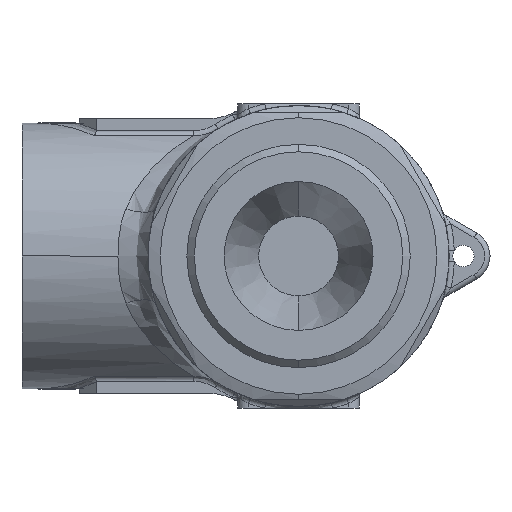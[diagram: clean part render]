
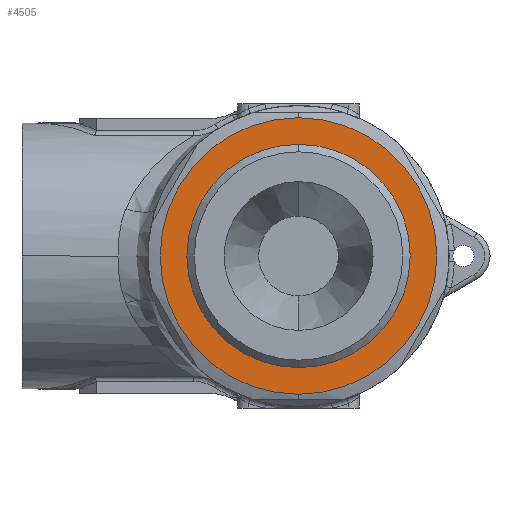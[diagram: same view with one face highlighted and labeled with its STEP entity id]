
A CAD part, front view. The second image highlights one B-rep face of the part: STEP entity #4505.
In plain terms, the highlighted planar face has unit normal (0, -1, 0).
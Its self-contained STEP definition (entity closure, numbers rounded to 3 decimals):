
#558 = EDGE_CURVE ( 'NONE', #38969, #11750, #14431, .T. ) ;
#904 = CIRCLE ( 'NONE', #28823, 10. ) ;
#3939 = AXIS2_PLACEMENT_3D ( 'NONE', #10160, #31950, #13294 ) ;
#4505 = ADVANCED_FACE ( 'NONE', ( #27724, #36028 ), #35587, .T. ) ;
#5332 = ORIENTED_EDGE ( 'NONE', *, *, #558, .F. ) ;
#7339 = DIRECTION ( 'NONE',  ( 0., 1., 0. ) ) ;
#7394 = EDGE_LOOP ( 'NONE', ( #27336, #24228 ) ) ;
#8879 = CARTESIAN_POINT ( 'NONE',  ( 0., 14., 10. ) ) ;
#9274 = VERTEX_POINT ( 'NONE', #21021 ) ;
#10160 = CARTESIAN_POINT ( 'NONE',  ( 0., 14., 0. ) ) ;
#11750 = VERTEX_POINT ( 'NONE', #19114 ) ;
#12441 = AXIS2_PLACEMENT_3D ( 'NONE', #16926, #38716, #20068 ) ;
#13294 = DIRECTION ( 'NONE',  ( 0., 0., 1. ) ) ;
#14431 = CIRCLE ( 'NONE', #39980, 13. ) ;
#16714 = EDGE_CURVE ( 'NONE', #28078, #9274, #904, .T. ) ;
#16926 = CARTESIAN_POINT ( 'NONE',  ( 0., 14., 0. ) ) ;
#17196 = CARTESIAN_POINT ( 'NONE',  ( 0., 14., 0. ) ) ;
#18354 = EDGE_LOOP ( 'NONE', ( #5332, #19339 ) ) ;
#18909 = EDGE_CURVE ( 'NONE', #11750, #38969, #32770, .T. ) ;
#19114 = CARTESIAN_POINT ( 'NONE',  ( 0., 14., -13. ) ) ;
#19328 = DIRECTION ( 'NONE',  ( 0., 0., -1. ) ) ;
#19339 = ORIENTED_EDGE ( 'NONE', *, *, #18909, .F. ) ;
#19858 = AXIS2_PLACEMENT_3D ( 'NONE', #22331, #37970, #19328 ) ;
#20068 = DIRECTION ( 'NONE',  ( 0., 0., 1. ) ) ;
#20350 = DIRECTION ( 'NONE',  ( 0., 0., 1. ) ) ;
#21021 = CARTESIAN_POINT ( 'NONE',  ( 0., 14., -10. ) ) ;
#22331 = CARTESIAN_POINT ( 'NONE',  ( 0., 14., 10. ) ) ;
#23874 = EDGE_CURVE ( 'NONE', #9274, #28078, #25676, .T. ) ;
#24228 = ORIENTED_EDGE ( 'NONE', *, *, #23874, .T. ) ;
#25410 = CARTESIAN_POINT ( 'NONE',  ( 0., 14., 13. ) ) ;
#25676 = CIRCLE ( 'NONE', #3939, 10. ) ;
#26011 = CARTESIAN_POINT ( 'NONE',  ( 0., 14., 0. ) ) ;
#27336 = ORIENTED_EDGE ( 'NONE', *, *, #16714, .T. ) ;
#27724 = FACE_BOUND ( 'NONE', #7394, .T. ) ;
#28078 = VERTEX_POINT ( 'NONE', #8879 ) ;
#28823 = AXIS2_PLACEMENT_3D ( 'NONE', #26011, #7339, #29120 ) ;
#29120 = DIRECTION ( 'NONE',  ( 0., 0., 1. ) ) ;
#31950 = DIRECTION ( 'NONE',  ( 0., 1., 0. ) ) ;
#32770 = CIRCLE ( 'NONE', #12441, 13. ) ;
#35587 = PLANE ( 'NONE',  #19858 ) ;
#36028 = FACE_OUTER_BOUND ( 'NONE', #18354, .T. ) ;
#37970 = DIRECTION ( 'NONE',  ( 0., -1., 0. ) ) ;
#38716 = DIRECTION ( 'NONE',  ( 0., 1., 0. ) ) ;
#38969 = VERTEX_POINT ( 'NONE', #25410 ) ;
#38995 = DIRECTION ( 'NONE',  ( 0., 1., 0. ) ) ;
#39980 = AXIS2_PLACEMENT_3D ( 'NONE', #17196, #38995, #20350 ) ;
